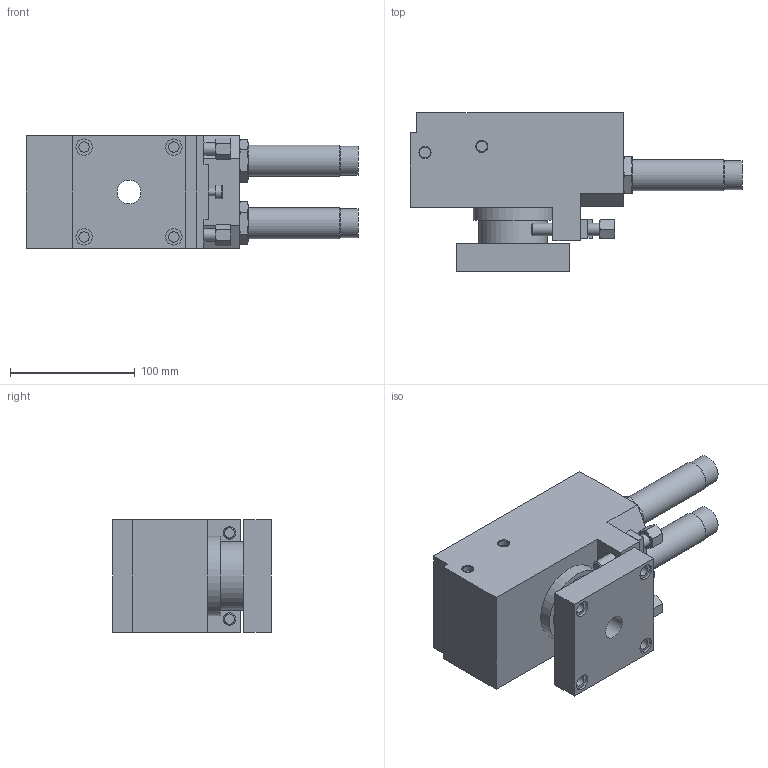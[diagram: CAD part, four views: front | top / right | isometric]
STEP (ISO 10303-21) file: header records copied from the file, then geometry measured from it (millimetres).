
FILE_DESCRIPTION((''),'2;1');
FILE_NAME('MSR-5.stp','2012-10-08T07:50:33',('hartung_david'),(''),'Autodesk Inventor 2012','Autodesk Inventor 2012','');
FILE_SCHEMA(('AUTOMOTIVE_DESIGN { 1 0 10303 214 1 1 1 1 }'));
Length unit declared in the file: millimetre
Products named in the file (3): MSR-5; MSR-5-010; MSR-5-020
Assembly tree (2 placements, depth 2):
  MSR-5
    MSR-5-010
    MSR-5-020
Bounding box: 266 x 127 x 90 mm (x, y, z)
Volume: 1523052.8 mm3; surface area: 140005.6 mm2
Topology: 2 solids, 2 shells, 189 faces, 413 edges, 261 vertices
Faces by surface type: plane 93, cone 58, cylinder 37, torus 1
Full cylindrical faces by diameter (mm): 6 x1, 8.376 x8, 8.566 x2, 10 x6, 11 x1, 12 x1, 13 x4, 13.5 x4, 19 x2, 23.16 x2, 25 x2, 30 x2, 55 x1, 64 x1
Entity records: 4940 total; most frequent: CARTESIAN_POINT 972, DIRECTION 766, ORIENTED_EDGE 690, EDGE_CURVE 345, AXIS2_PLACEMENT_3D 323, EDGE_LOOP 282, VERTEX_POINT 241, STYLED_ITEM 191
